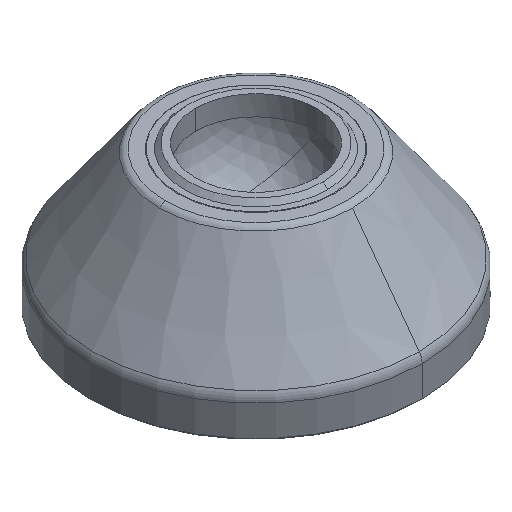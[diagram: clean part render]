
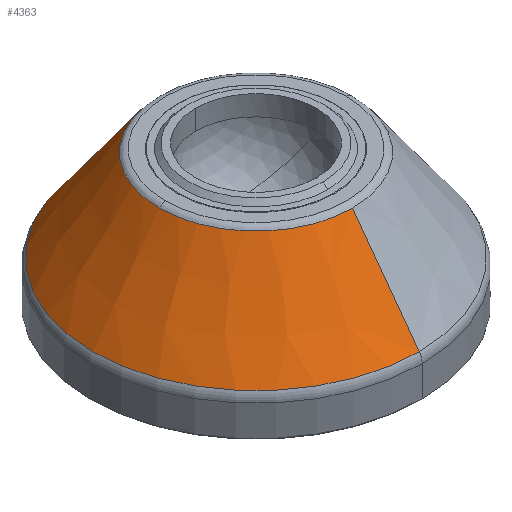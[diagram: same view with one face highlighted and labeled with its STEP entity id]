
A CAD part, isometric view. The second image highlights one B-rep face of the part: STEP entity #4363.
In plain terms, the highlighted conical face has half-angle 36.158 degrees and reference radius 21.615 mm.
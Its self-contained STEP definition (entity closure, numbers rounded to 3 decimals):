
#5 = EDGE_CURVE ( 'NONE', #3726, #2228, #3271, .T. ) ;
#20 = AXIS2_PLACEMENT_3D ( 'NONE', #629, #664, #3053 ) ;
#65 = VERTEX_POINT ( 'NONE', #2798 ) ;
#156 = ORIENTED_EDGE ( 'NONE', *, *, #914, .T. ) ;
#196 = CIRCLE ( 'NONE', #2884, 12.8 ) ;
#233 = VERTEX_POINT ( 'NONE', #3596 ) ;
#574 = CARTESIAN_POINT ( 'NONE',  ( 0., 0., 17.59 ) ) ;
#629 = CARTESIAN_POINT ( 'NONE',  ( 0., 0., 5.527 ) ) ;
#664 = DIRECTION ( 'NONE',  ( 0., 0., 1. ) ) ;
#667 = DIRECTION ( 'NONE',  ( 0., -0.59, -0.807 ) ) ;
#745 = ORIENTED_EDGE ( 'NONE', *, *, #3217, .T. ) ;
#909 = CARTESIAN_POINT ( 'NONE',  ( 0., 12.8, 17.59 ) ) ;
#914 = EDGE_CURVE ( 'NONE', #233, #2652, #4318, .T. ) ;
#1155 = CARTESIAN_POINT ( 'NONE',  ( 0., -12.8, 17.59 ) ) ;
#1360 = CARTESIAN_POINT ( 'NONE',  ( 0., -21.615, 5.527 ) ) ;
#1416 = VECTOR ( 'NONE', #2042, 1000. ) ;
#1554 = EDGE_CURVE ( 'NONE', #65, #2228, #1866, .T. ) ;
#1607 = DIRECTION ( 'NONE',  ( 0., 0., -1. ) ) ;
#1866 = CIRCLE ( 'NONE', #20, 21.615 ) ;
#1992 = DIRECTION ( 'NONE',  ( 0., 1., 0. ) ) ;
#2042 = DIRECTION ( 'NONE',  ( 0., 0.59, -0.807 ) ) ;
#2118 = ORIENTED_EDGE ( 'NONE', *, *, #2724, .T. ) ;
#2228 = VERTEX_POINT ( 'NONE', #3454 ) ;
#2320 = DIRECTION ( 'NONE',  ( 0., 1., 0. ) ) ;
#2506 = ORIENTED_EDGE ( 'NONE', *, *, #1554, .T. ) ;
#2568 = ORIENTED_EDGE ( 'NONE', *, *, #5, .F. ) ;
#2601 = AXIS2_PLACEMENT_3D ( 'NONE', #3618, #3605, #4303 ) ;
#2652 = VERTEX_POINT ( 'NONE', #909 ) ;
#2724 = EDGE_CURVE ( 'NONE', #2652, #65, #3698, .T. ) ;
#2798 = CARTESIAN_POINT ( 'NONE',  ( 0., 21.615, 5.527 ) ) ;
#2884 = AXIS2_PLACEMENT_3D ( 'NONE', #574, #1607, #1992 ) ;
#3048 = CARTESIAN_POINT ( 'NONE',  ( 0., 21.615, 5.527 ) ) ;
#3053 = DIRECTION ( 'NONE',  ( 0., 1., 0. ) ) ;
#3217 = EDGE_CURVE ( 'NONE', #3726, #233, #196, .T. ) ;
#3218 = VECTOR ( 'NONE', #667, 1000. ) ;
#3271 = LINE ( 'NONE', #1360, #3218 ) ;
#3357 = CARTESIAN_POINT ( 'NONE',  ( 0., 0., 5.527 ) ) ;
#3454 = CARTESIAN_POINT ( 'NONE',  ( 0., -21.615, 5.527 ) ) ;
#3519 = AXIS2_PLACEMENT_3D ( 'NONE', #3357, #3708, #2320 ) ;
#3543 = CONICAL_SURFACE ( 'NONE', #3519, 21.615, 0.631 ) ;
#3596 = CARTESIAN_POINT ( 'NONE',  ( -12.8, 0., 17.59 ) ) ;
#3605 = DIRECTION ( 'NONE',  ( 0., 0., -1. ) ) ;
#3618 = CARTESIAN_POINT ( 'NONE',  ( 0., 0., 17.59 ) ) ;
#3682 = EDGE_LOOP ( 'NONE', ( #2568, #745, #156, #2118, #2506 ) ) ;
#3698 = LINE ( 'NONE', #3048, #1416 ) ;
#3708 = DIRECTION ( 'NONE',  ( 0., 0., -1. ) ) ;
#3726 = VERTEX_POINT ( 'NONE', #1155 ) ;
#4303 = DIRECTION ( 'NONE',  ( 0., 1., 0. ) ) ;
#4318 = CIRCLE ( 'NONE', #2601, 12.8 ) ;
#4363 = ADVANCED_FACE ( 'NONE', ( #4483 ), #3543, .T. ) ;
#4483 = FACE_OUTER_BOUND ( 'NONE', #3682, .T. ) ;
